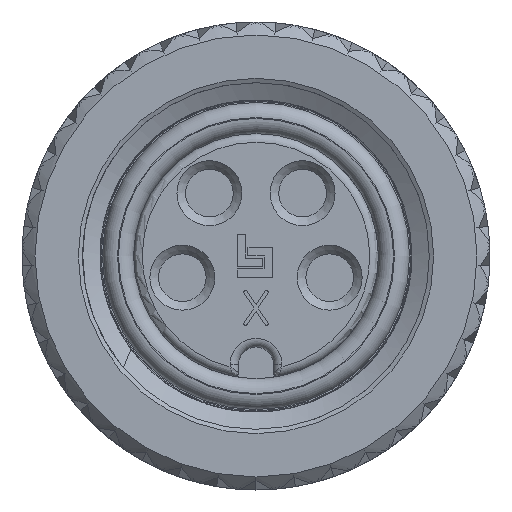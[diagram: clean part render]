
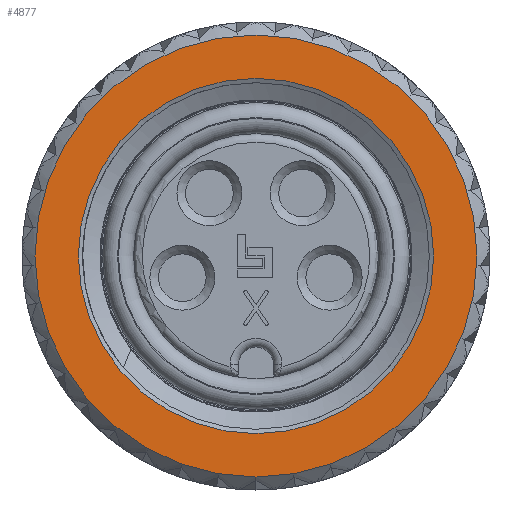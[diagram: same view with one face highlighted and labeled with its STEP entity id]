
A CAD part, left-side view. The second image highlights one B-rep face of the part: STEP entity #4877.
In plain terms, the highlighted planar face has unit normal (-1, 0, 0).
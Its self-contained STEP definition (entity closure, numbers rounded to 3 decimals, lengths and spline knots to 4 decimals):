
#4877=ADVANCED_FACE('',(#6636,#6637),#6116,.F.);
#6116=PLANE('',#18721);
#6636=FACE_BOUND('',#6919,.T.);
#6637=FACE_BOUND('',#6920,.T.);
#6919=EDGE_LOOP('',(#9401));
#6920=EDGE_LOOP('',(#9402));
#9401=ORIENTED_EDGE('',*,*,#16762,.T.);
#9402=ORIENTED_EDGE('',*,*,#16763,.F.);
#14974=VERTEX_POINT('',#26592);
#14975=VERTEX_POINT('',#26594);
#16762=EDGE_CURVE('',#14974,#14974,#18497,.T.);
#16763=EDGE_CURVE('',#14975,#14975,#18498,.T.);
#18497=CIRCLE('',#18719,4.1);
#18498=CIRCLE('',#18720,5.1);
#18719=AXIS2_PLACEMENT_3D('',#26591,#19299,#19300);
#18720=AXIS2_PLACEMENT_3D('',#26593,#19301,#19302);
#18721=AXIS2_PLACEMENT_3D('',#26595,#19303,#19304);
#19299=DIRECTION('',(1.,0.,0.));
#19300=DIRECTION('',(0.,-1.,0.));
#19301=DIRECTION('',(1.,0.,0.));
#19302=DIRECTION('',(0.,-1.,0.));
#19303=DIRECTION('',(1.,0.,0.));
#19304=DIRECTION('',(0.,-1.,0.));
#26591=CARTESIAN_POINT('',(-0.9,0.,0.));
#26592=CARTESIAN_POINT('',(-0.9,-4.1,0.));
#26593=CARTESIAN_POINT('',(-0.9,0.,0.));
#26594=CARTESIAN_POINT('',(-0.9,-5.1,0.));
#26595=CARTESIAN_POINT('',(-0.9,0.,-3.6));
